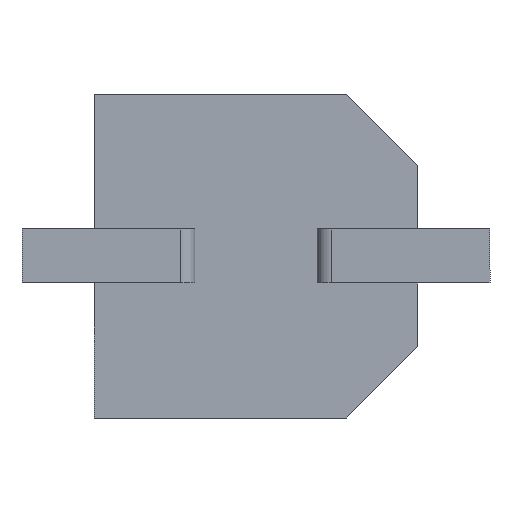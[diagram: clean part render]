
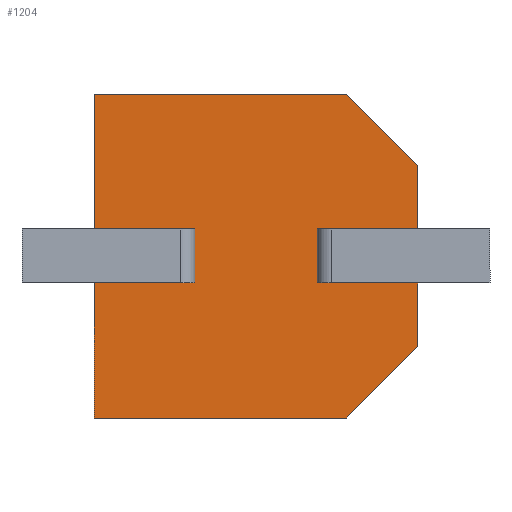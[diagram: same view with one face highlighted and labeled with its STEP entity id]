
A CAD part, front view. The second image highlights one B-rep face of the part: STEP entity #1204.
In plain terms, the highlighted planar face has unit normal (0, -1, 0).
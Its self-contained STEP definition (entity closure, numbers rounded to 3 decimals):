
#28 = VECTOR ( 'NONE', #2076, 1000. ) ;
#115 = CARTESIAN_POINT ( 'NONE',  ( 1.4, 0., -2.625 ) ) ;
#117 = LINE ( 'NONE', #981, #225 ) ;
#135 = CARTESIAN_POINT ( 'NONE',  ( 4.5, 0., -3.508 ) ) ;
#142 = CARTESIAN_POINT ( 'NONE',  ( 0., 0., 0. ) ) ;
#174 = DIRECTION ( 'NONE',  ( -0.707, 0., 0.707 ) ) ;
#180 = VECTOR ( 'NONE', #2157, 1000. ) ;
#225 = VECTOR ( 'NONE', #709, 1000. ) ;
#228 = VECTOR ( 'NONE', #2580, 1000. ) ;
#233 = EDGE_CURVE ( 'NONE', #1762, #1676, #1369, .T. ) ;
#252 = ORIENTED_EDGE ( 'NONE', *, *, #2047, .F. ) ;
#259 = ORIENTED_EDGE ( 'NONE', *, *, #510, .F. ) ;
#277 = CARTESIAN_POINT ( 'NONE',  ( 3.1, 0., -2.625 ) ) ;
#283 = CARTESIAN_POINT ( 'NONE',  ( 0., 0., -2.625 ) ) ;
#317 = DIRECTION ( 'NONE',  ( 0., 0., -1. ) ) ;
#329 = CARTESIAN_POINT ( 'NONE',  ( 1.4, 0., -1.875 ) ) ;
#330 = VERTEX_POINT ( 'NONE', #2875 ) ;
#335 = VECTOR ( 'NONE', #2450, 1000. ) ;
#337 = VERTEX_POINT ( 'NONE', #407 ) ;
#396 = VERTEX_POINT ( 'NONE', #142 ) ;
#407 = CARTESIAN_POINT ( 'NONE',  ( 3.508, 0., 0. ) ) ;
#487 = VERTEX_POINT ( 'NONE', #2315 ) ;
#508 = VECTOR ( 'NONE', #174, 1000. ) ;
#510 = EDGE_CURVE ( 'NONE', #1281, #2805, #117, .T. ) ;
#537 = EDGE_CURVE ( 'NONE', #396, #2138, #932, .T. ) ;
#589 = CARTESIAN_POINT ( 'NONE',  ( 3.1, 0., -2.625 ) ) ;
#644 = ORIENTED_EDGE ( 'NONE', *, *, #3332, .T. ) ;
#675 = EDGE_CURVE ( 'NONE', #330, #487, #1170, .T. ) ;
#681 = VECTOR ( 'NONE', #3040, 1000. ) ;
#709 = DIRECTION ( 'NONE',  ( 1., 0., 0. ) ) ;
#744 = VECTOR ( 'NONE', #1619, 1000. ) ;
#756 = FACE_OUTER_BOUND ( 'NONE', #2306, .T. ) ;
#797 = ORIENTED_EDGE ( 'NONE', *, *, #3309, .T. ) ;
#842 = EDGE_CURVE ( 'NONE', #2166, #337, #972, .T. ) ;
#850 = DIRECTION ( 'NONE',  ( -1., 0., 0. ) ) ;
#851 = VECTOR ( 'NONE', #317, 1000. ) ;
#866 = LINE ( 'NONE', #2204, #3077 ) ;
#912 = EDGE_CURVE ( 'NONE', #1839, #2138, #866, .T. ) ;
#926 = CARTESIAN_POINT ( 'NONE',  ( 0., 0., -1.875 ) ) ;
#932 = LINE ( 'NONE', #1252, #1509 ) ;
#950 = DIRECTION ( 'NONE',  ( 0., 0., -1. ) ) ;
#972 = LINE ( 'NONE', #986, #508 ) ;
#981 = CARTESIAN_POINT ( 'NONE',  ( 3.1, 0., -2.625 ) ) ;
#986 = CARTESIAN_POINT ( 'NONE',  ( 3.508, 0., 0. ) ) ;
#1091 = CARTESIAN_POINT ( 'NONE',  ( 3.1, 0., -1.875 ) ) ;
#1124 = LINE ( 'NONE', #1091, #3330 ) ;
#1170 = LINE ( 'NONE', #135, #228 ) ;
#1204 = ADVANCED_FACE ( 'NONE', ( #756 ), #1904, .F. ) ;
#1252 = CARTESIAN_POINT ( 'NONE',  ( 0., 0., 0. ) ) ;
#1281 = VERTEX_POINT ( 'NONE', #277 ) ;
#1369 = LINE ( 'NONE', #3283, #335 ) ;
#1381 = DIRECTION ( 'NONE',  ( 1., 0., 0. ) ) ;
#1382 = EDGE_CURVE ( 'NONE', #2764, #330, #2762, .T. ) ;
#1407 = LINE ( 'NONE', #2765, #851 ) ;
#1442 = CARTESIAN_POINT ( 'NONE',  ( 4.5, 0., -1.875 ) ) ;
#1456 = EDGE_CURVE ( 'NONE', #2805, #487, #3147, .T. ) ;
#1474 = ORIENTED_EDGE ( 'NONE', *, *, #1382, .T. ) ;
#1509 = VECTOR ( 'NONE', #950, 1000. ) ;
#1538 = EDGE_CURVE ( 'NONE', #396, #337, #1924, .T. ) ;
#1590 = DIRECTION ( 'NONE',  ( 0., 1., 0. ) ) ;
#1619 = DIRECTION ( 'NONE',  ( 0., 0., 1. ) ) ;
#1633 = ORIENTED_EDGE ( 'NONE', *, *, #1538, .F. ) ;
#1655 = CARTESIAN_POINT ( 'NONE',  ( 0., 0., 0. ) ) ;
#1676 = VERTEX_POINT ( 'NONE', #283 ) ;
#1687 = LINE ( 'NONE', #589, #744 ) ;
#1693 = CARTESIAN_POINT ( 'NONE',  ( 3.1, 0., -1.875 ) ) ;
#1762 = VERTEX_POINT ( 'NONE', #115 ) ;
#1767 = CARTESIAN_POINT ( 'NONE',  ( 4.5, 0., 0. ) ) ;
#1771 = ORIENTED_EDGE ( 'NONE', *, *, #675, .T. ) ;
#1839 = VERTEX_POINT ( 'NONE', #329 ) ;
#1881 = CARTESIAN_POINT ( 'NONE',  ( 4.5, 0., -0.992 ) ) ;
#1904 = PLANE ( 'NONE',  #2677 ) ;
#1906 = CARTESIAN_POINT ( 'NONE',  ( 0., 0., -4.5 ) ) ;
#1914 = CARTESIAN_POINT ( 'NONE',  ( 0., 0., -4.5 ) ) ;
#1924 = LINE ( 'NONE', #1655, #180 ) ;
#1927 = VERTEX_POINT ( 'NONE', #1442 ) ;
#1954 = ORIENTED_EDGE ( 'NONE', *, *, #912, .F. ) ;
#1966 = LINE ( 'NONE', #2485, #2281 ) ;
#2047 = EDGE_CURVE ( 'NONE', #1762, #1839, #1966, .T. ) ;
#2076 = DIRECTION ( 'NONE',  ( 0., 0., -1. ) ) ;
#2115 = CARTESIAN_POINT ( 'NONE',  ( 0., 0., 0. ) ) ;
#2124 = ORIENTED_EDGE ( 'NONE', *, *, #1456, .F. ) ;
#2138 = VERTEX_POINT ( 'NONE', #926 ) ;
#2149 = ORIENTED_EDGE ( 'NONE', *, *, #3162, .T. ) ;
#2157 = DIRECTION ( 'NONE',  ( 1., 0., 0. ) ) ;
#2166 = VERTEX_POINT ( 'NONE', #1881 ) ;
#2204 = CARTESIAN_POINT ( 'NONE',  ( 1.4, 0., -1.875 ) ) ;
#2281 = VECTOR ( 'NONE', #3021, 1000. ) ;
#2306 = EDGE_LOOP ( 'NONE', ( #259, #797, #644, #2925, #3219, #1633, #2828, #1954, #252, #2668, #2149, #1474, #1771, #2124 ) ) ;
#2315 = CARTESIAN_POINT ( 'NONE',  ( 4.5, 0., -3.508 ) ) ;
#2335 = CARTESIAN_POINT ( 'NONE',  ( 4.5, 0., -2.625 ) ) ;
#2344 = LINE ( 'NONE', #3447, #28 ) ;
#2450 = DIRECTION ( 'NONE',  ( -1., 0., 0. ) ) ;
#2485 = CARTESIAN_POINT ( 'NONE',  ( 1.4, 0., -2.625 ) ) ;
#2580 = DIRECTION ( 'NONE',  ( 0.707, 0., 0.707 ) ) ;
#2668 = ORIENTED_EDGE ( 'NONE', *, *, #233, .T. ) ;
#2677 = AXIS2_PLACEMENT_3D ( 'NONE', #2115, #1590, #2944 ) ;
#2762 = LINE ( 'NONE', #1914, #681 ) ;
#2764 = VERTEX_POINT ( 'NONE', #1906 ) ;
#2765 = CARTESIAN_POINT ( 'NONE',  ( 4.5, 0., 0. ) ) ;
#2805 = VERTEX_POINT ( 'NONE', #2335 ) ;
#2828 = ORIENTED_EDGE ( 'NONE', *, *, #537, .T. ) ;
#2875 = CARTESIAN_POINT ( 'NONE',  ( 3.508, 0., -4.5 ) ) ;
#2879 = DIRECTION ( 'NONE',  ( 0., 0., -1. ) ) ;
#2908 = EDGE_CURVE ( 'NONE', #2166, #1927, #1407, .T. ) ;
#2925 = ORIENTED_EDGE ( 'NONE', *, *, #2908, .F. ) ;
#2944 = DIRECTION ( 'NONE',  ( 0., 0., 1. ) ) ;
#3021 = DIRECTION ( 'NONE',  ( 0., 0., 1. ) ) ;
#3028 = VERTEX_POINT ( 'NONE', #1693 ) ;
#3040 = DIRECTION ( 'NONE',  ( 1., 0., 0. ) ) ;
#3077 = VECTOR ( 'NONE', #850, 1000. ) ;
#3147 = LINE ( 'NONE', #1767, #3257 ) ;
#3162 = EDGE_CURVE ( 'NONE', #1676, #2764, #2344, .T. ) ;
#3219 = ORIENTED_EDGE ( 'NONE', *, *, #842, .T. ) ;
#3257 = VECTOR ( 'NONE', #2879, 1000. ) ;
#3283 = CARTESIAN_POINT ( 'NONE',  ( 1.4, 0., -2.625 ) ) ;
#3309 = EDGE_CURVE ( 'NONE', #1281, #3028, #1687, .T. ) ;
#3330 = VECTOR ( 'NONE', #1381, 1000. ) ;
#3332 = EDGE_CURVE ( 'NONE', #3028, #1927, #1124, .T. ) ;
#3447 = CARTESIAN_POINT ( 'NONE',  ( 0., 0., 0. ) ) ;
